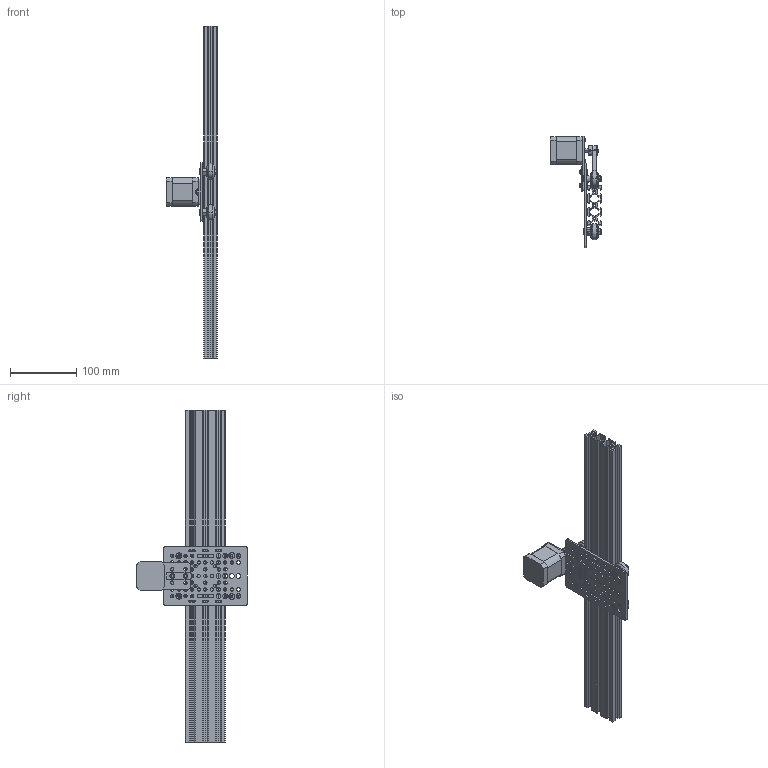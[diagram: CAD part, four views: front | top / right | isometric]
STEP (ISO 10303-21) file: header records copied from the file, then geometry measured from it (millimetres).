
FILE_DESCRIPTION (( 'STEP AP203' ), '1' );
FILE_NAME ('V Slot Belt and Pinion Actuator 500mm.step', '2015-08-20T16:43:31', ( '' ), ( '' ), 'SwSTEP 2.0', 'SolidWorks 2014', '' );
FILE_SCHEMA (( 'CONFIG_CONTROL_DESIGN' ));
Length unit declared in the file: millimetre
Products named in the file (20): Solid V Wheel_Eccentric; V-Slot 20x60x500 Linear Rail; Aluminum Spacer 6mm; Nema 17 Stepper Motor; Solid V Wheel_Straight; V-Slot Gantry Plate 20-80mm; Motor Mount Plate Nema 17; Solid V Wheel; Low Profile Screw M5_M5 x 25; GT2 Timing Pulley 20 Tooth; Ball Bearing 5 x 16 x 5; Button Head Socket Cap Screw M3_M3 x 8; GT2 Belt 585mm; Precision Shim 10 x 5 x 1; Low Profile Screw M5_M5 x 10; V Slot Belt and Pinion Actuator 500mm; Nylon Insert Lock Nut M5; Double Tee Nut; Eccentric Spacer 6mm; Tee Nut
Assembly tree (37 placements, depth 3):
  V Slot Belt and Pinion Actuator 500mm
    Low Profile Screw M5_M5 x 25  x4
    Button Head Socket Cap Screw M3_M3 x 8  x4
    Low Profile Screw M5_M5 x 10  x2
    Double Tee Nut
    Tee Nut  x2
    V-Slot 20x60x500 Linear Rail
    Nema 17 Stepper Motor
    V-Slot Gantry Plate 20-80mm
    Solid V Wheel_Eccentric  x2
      Solid V Wheel
      Ball Bearing 5 x 16 x 5
      Precision Shim 10 x 5 x 1
      Nylon Insert Lock Nut M5
      Eccentric Spacer 6mm
    Solid V Wheel_Straight  x2
      Solid V Wheel
      Ball Bearing 5 x 16 x 5
      Precision Shim 10 x 5 x 1
      Nylon Insert Lock Nut M5
      Aluminum Spacer 6mm
    Motor Mount Plate Nema 17
    GT2 Timing Pulley 20 Tooth
    GT2 Belt 585mm
Bounding box: 77 x 167.15 x 500 mm (x, y, z)
Volume: 360782.9 mm3; surface area: 290453.4 mm2
Topology: 47 solids, 47 shells, 1184 faces, 2872 edges, 1860 vertices
Faces by surface type: plane 504, cylinder 492, cone 160, torus 20, sphere 8
Entity records: 24637 total; most frequent: CARTESIAN_POINT 4178, DIRECTION 3833, ORIENTED_EDGE 3592, EDGE_CURVE 1796, AXIS2_PLACEMENT_3D 1390, VERTEX_POINT 1181, LINE 1053, VECTOR 1053
